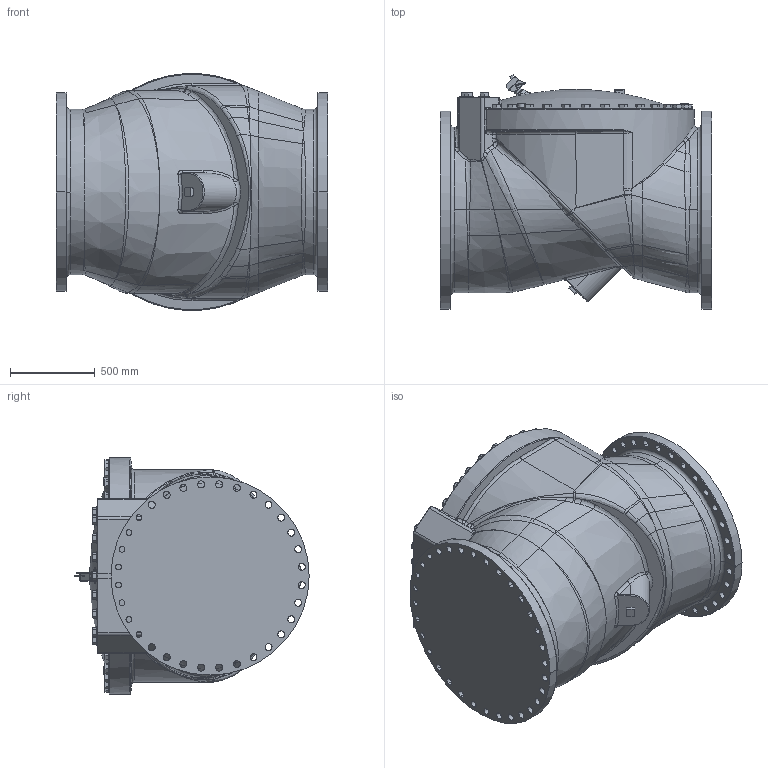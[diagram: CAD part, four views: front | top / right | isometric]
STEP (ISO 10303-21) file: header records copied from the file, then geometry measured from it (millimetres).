
FILE_DESCRIPTION((''),'2;1');
FILE_NAME('536AMI_SW0001','2023-11-02T09:04:49',('jlesh'),(''),'CREO PARAMETRIC BY PTC INC, 2023072','CREO PARAMETRIC BY PTC INC, 2023072','');
FILE_SCHEMA(('AUTOMOTIVE_DESIGN { 1 0 10303 214 1 1 1 1 }'));
Length unit declared in the file: inch
Products named in the file (1): 536AMI_SW0001
Bounding box: 1600.2 x 1381.78 x 1396.95 mm (x, y, z)
Volume: 1715133643.4 mm3; surface area: 10355662.9 mm2
Topology: 2 solids, 3 shells, 1524 faces, 3630 edges, 2230 vertices
Faces by surface type: plane 453, cylinder 322, bspline 252, torus 241, cone 237, sphere 19
Entity records: 107302 total; most frequent: CARTESIAN_POINT 66658, ORIENTED_EDGE 7246, DIRECTION 6645, EDGE_CURVE 3623, AXIS2_PLACEMENT_3D 2799, VERTEX_POINT 2230, EDGE_LOOP 1783, CIRCLE 1527
